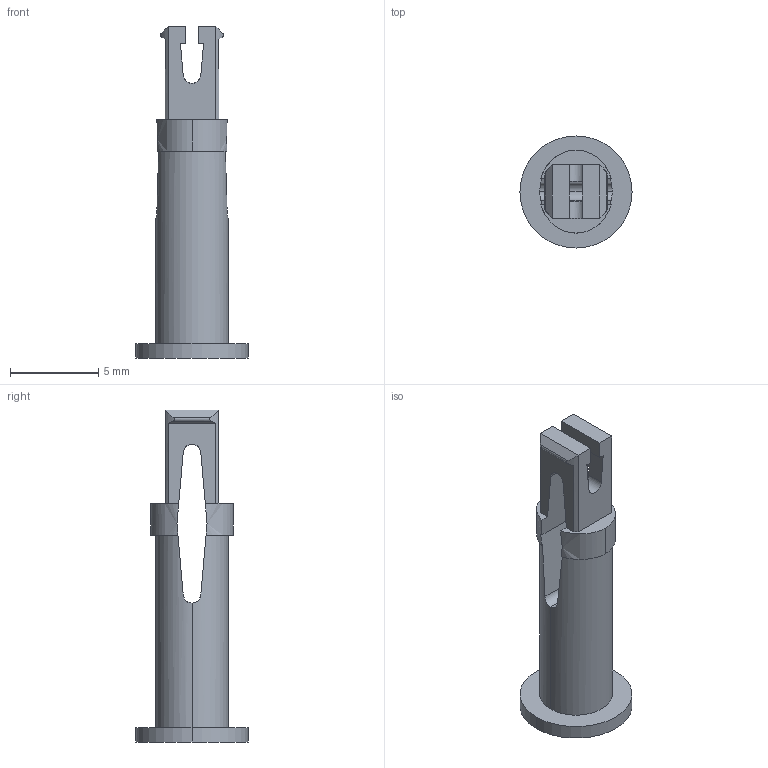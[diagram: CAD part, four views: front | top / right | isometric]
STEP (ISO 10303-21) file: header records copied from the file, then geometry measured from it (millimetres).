
FILE_DESCRIPTION (( 'STEP AP203' ), '1' );
FILE_NAME ('228-2500-085.STEP', '2015-04-27T18:09:53', ( '' ), ( '' ), 'SwSTEP 2.0', 'SolidWorks 2014', '' );
FILE_SCHEMA (( 'CONFIG_CONTROL_DESIGN' ));
Length unit declared in the file: millimetre
Products named in the file (1): 228-2500-085
Bounding box: 6.35 x 6.35 x 18.81 mm (x, y, z)
Volume: 195 mm3; surface area: 364.9 mm2
Topology: 1 solids, 1 shells, 45 faces, 132 edges, 86 vertices
Faces by surface type: plane 26, cylinder 16, bspline 3
Entity records: 1616 total; most frequent: CARTESIAN_POINT 431, ORIENTED_EDGE 264, DIRECTION 196, EDGE_CURVE 132, VERTEX_POINT 86, LINE 78, VECTOR 78, AXIS2_PLACEMENT_3D 59
